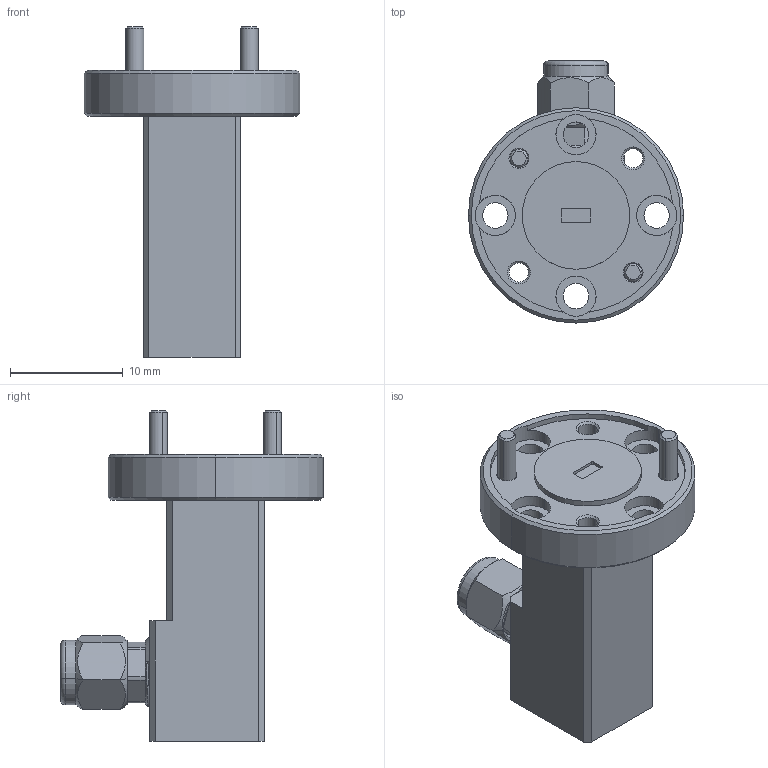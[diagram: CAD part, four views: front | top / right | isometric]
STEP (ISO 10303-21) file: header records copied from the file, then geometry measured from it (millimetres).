
FILE_DESCRIPTION (( 'STEP AP214' ), '1' );
FILE_NAME ('WC-WR-A, Male Defeatured, CTRLD.STEP', '2022-12-19T18:33:22', ( '' ), ( '' ), 'SwSTEP 2.0', 'SolidWorks 2021', '' );
FILE_SCHEMA (( 'AUTOMOTIVE_DESIGN' ));
Length unit declared in the file: inch
Products named in the file (1): WC-WR-A, Male Defeatured, CTRLD
Bounding box: 19.05 x 23.23 x 29.27 mm (x, y, z)
Volume: 2884.7 mm3; surface area: 2214.1 mm2
Topology: 5 solids, 5 shells, 193 faces, 460 edges, 290 vertices
Faces by surface type: cylinder 83, plane 65, cone 38, bspline 5, torus 2
Entity records: 7145 total; most frequent: CARTESIAN_POINT 2524, DIRECTION 986, ORIENTED_EDGE 920, EDGE_CURVE 460, AXIS2_PLACEMENT_3D 389, VERTEX_POINT 290, EDGE_LOOP 224, LINE 208
